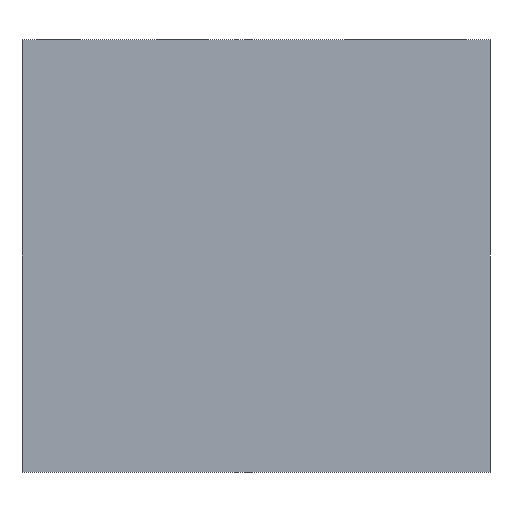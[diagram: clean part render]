
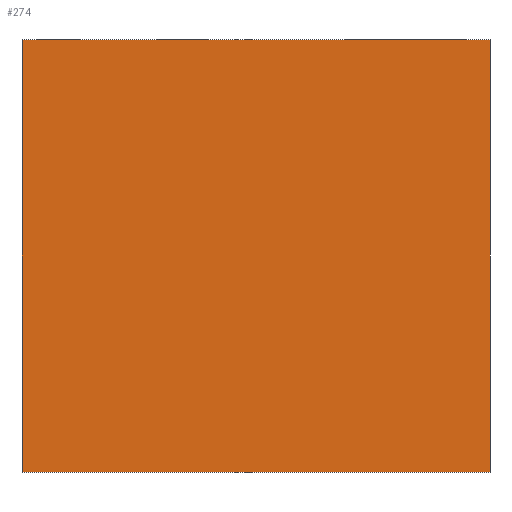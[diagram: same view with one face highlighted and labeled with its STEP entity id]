
A CAD part, front view. The second image highlights one B-rep face of the part: STEP entity #274.
In plain terms, the highlighted planar face has unit normal (0, -1, 0).
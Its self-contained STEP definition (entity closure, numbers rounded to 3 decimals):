
#274=ADVANCED_FACE('',(#1299),#1301,.T.);
#1299=FACE_BOUND('',#1300,.T.);
#1300=EDGE_LOOP('',(#12130,#12131,#12132,#12133));
#1301=PLANE('',#1302);
#1302=AXIS2_PLACEMENT_3D('',#1303,#1304,#1305);
#1303=CARTESIAN_POINT('',(-47.297,-48.865,-70.));
#1304=DIRECTION('',(0.,-1.,0.));
#1305=DIRECTION('',(1.,0.,0.));
#12130=ORIENTED_EDGE('',*,*,#12973,.F.);
#12131=ORIENTED_EDGE('',*,*,#13062,.F.);
#12132=ORIENTED_EDGE('',*,*,#13063,.T.);
#12133=ORIENTED_EDGE('',*,*,#13064,.T.);
#12973=EDGE_CURVE('',#13520,#13521,#13522,.T.);
#13062=EDGE_CURVE('',#13681,#13520,#13682,.T.);
#13063=EDGE_CURVE('',#13681,#13683,#13684,.T.);
#13064=EDGE_CURVE('',#13683,#13521,#13685,.T.);
#13520=VERTEX_POINT('',#14237);
#13521=VERTEX_POINT('',#14238);
#13522=LINE('',#14239,#14240);
#13681=VERTEX_POINT('',#14968);
#13682=LINE('',#14969,#14970);
#13683=VERTEX_POINT('',#14972);
#13684=LINE('',#14973,#14974);
#13685=LINE('',#14976,#14977);
#14237=CARTESIAN_POINT('',(-47.297,-48.865,22.497));
#14238=CARTESIAN_POINT('',(52.703,-48.865,22.497));
#14239=CARTESIAN_POINT('',(-47.297,-48.865,22.497));
#14240=VECTOR('',#14241,1.);
#14241=DIRECTION('',(1.,0.,0.));
#14968=CARTESIAN_POINT('',(-47.297,-48.865,-70.));
#14969=CARTESIAN_POINT('',(-47.297,-48.865,-70.));
#14970=VECTOR('',#14971,1.);
#14971=DIRECTION('',(0.,0.,1.));
#14972=CARTESIAN_POINT('',(52.703,-48.865,-70.));
#14973=CARTESIAN_POINT('',(-47.297,-48.865,-70.));
#14974=VECTOR('',#14975,1.);
#14975=DIRECTION('',(1.,0.,0.));
#14976=CARTESIAN_POINT('',(52.703,-48.865,-70.));
#14977=VECTOR('',#14978,1.);
#14978=DIRECTION('',(0.,0.,1.));
